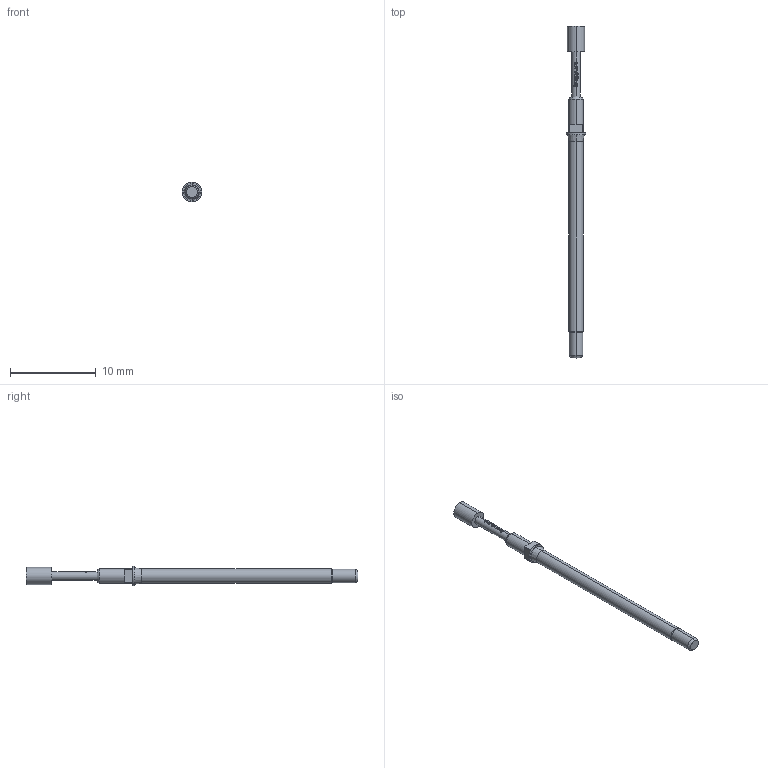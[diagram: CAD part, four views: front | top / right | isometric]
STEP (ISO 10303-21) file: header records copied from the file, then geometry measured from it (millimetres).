
FILE_DESCRIPTION (( 'STEP AP203' ), '1' );
FILE_NAME ('INGUN_GKS-112_302_200_A_xx05_M.STEP', '2022-01-18T10:37:04', ( 'ochi' ), ( '' ), 'SwSTEP 2.0', 'SolidWorks 2018', '' );
FILE_SCHEMA (( 'CONFIG_CONTROL_DESIGN' ));
Length unit declared in the file: millimetre
Products named in the file (1): INGUN_GKS-112_302_200_A_xx05_M
Bounding box: 2.3 x 38.8 x 2.3 mm (x, y, z)
Volume: 80.1 mm3; surface area: 206.8 mm2
Topology: 1 solids, 1 shells, 118 faces, 320 edges, 208 vertices
Faces by surface type: plane 57, cylinder 31, bspline 22, cone 6, torus 2
Entity records: 4073 total; most frequent: CARTESIAN_POINT 1147, ORIENTED_EDGE 640, DIRECTION 546, EDGE_CURVE 320, AXIS2_PLACEMENT_3D 215, VERTEX_POINT 208, EDGE_LOOP 122, FACE_OUTER_BOUND 118
